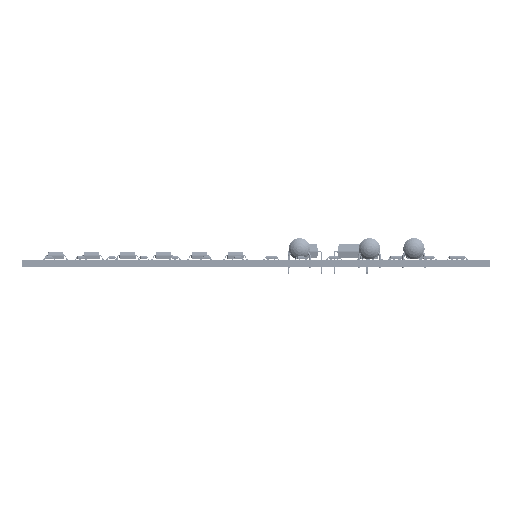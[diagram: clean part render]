
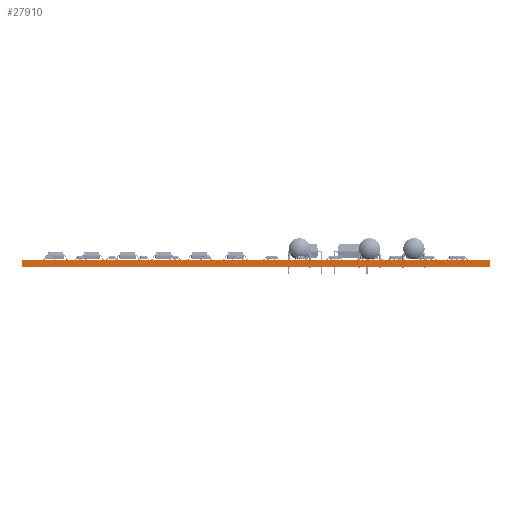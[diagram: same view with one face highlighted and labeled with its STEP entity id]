
A CAD part, front view. The second image highlights one B-rep face of the part: STEP entity #27910.
In plain terms, the highlighted planar face has unit normal (0, -1, 0).
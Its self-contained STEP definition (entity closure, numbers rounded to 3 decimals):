
#27910 = ADVANCED_FACE('',(#27911),#27945,.T.);
#27911 = FACE_BOUND('',#27912,.T.);
#27912 = EDGE_LOOP('',(#27913,#27923,#27931,#27939));
#27913 = ORIENTED_EDGE('',*,*,#27914,.T.);
#27914 = EDGE_CURVE('',#27915,#27917,#27919,.T.);
#27915 = VERTEX_POINT('',#27916);
#27916 = CARTESIAN_POINT('',(170.,-150.5,0.));
#27917 = VERTEX_POINT('',#27918);
#27918 = CARTESIAN_POINT('',(170.,-150.5,1.51));
#27919 = LINE('',#27920,#27921);
#27920 = CARTESIAN_POINT('',(170.,-150.5,0.));
#27921 = VECTOR('',#27922,1.);
#27922 = DIRECTION('',(0.,0.,1.));
#27923 = ORIENTED_EDGE('',*,*,#27924,.T.);
#27924 = EDGE_CURVE('',#27917,#27925,#27927,.T.);
#27925 = VERTEX_POINT('',#27926);
#27926 = CARTESIAN_POINT('',(60.,-150.5,1.51));
#27927 = LINE('',#27928,#27929);
#27928 = CARTESIAN_POINT('',(170.,-150.5,1.51));
#27929 = VECTOR('',#27930,1.);
#27930 = DIRECTION('',(-1.,0.,0.));
#27931 = ORIENTED_EDGE('',*,*,#27932,.F.);
#27932 = EDGE_CURVE('',#27933,#27925,#27935,.T.);
#27933 = VERTEX_POINT('',#27934);
#27934 = CARTESIAN_POINT('',(60.,-150.5,0.));
#27935 = LINE('',#27936,#27937);
#27936 = CARTESIAN_POINT('',(60.,-150.5,0.));
#27937 = VECTOR('',#27938,1.);
#27938 = DIRECTION('',(0.,0.,1.));
#27939 = ORIENTED_EDGE('',*,*,#27940,.F.);
#27940 = EDGE_CURVE('',#27915,#27933,#27941,.T.);
#27941 = LINE('',#27942,#27943);
#27942 = CARTESIAN_POINT('',(170.,-150.5,0.));
#27943 = VECTOR('',#27944,1.);
#27944 = DIRECTION('',(-1.,0.,0.));
#27945 = PLANE('',#27946);
#27946 = AXIS2_PLACEMENT_3D('',#27947,#27948,#27949);
#27947 = CARTESIAN_POINT('',(170.,-150.5,0.));
#27948 = DIRECTION('',(0.,-1.,0.));
#27949 = DIRECTION('',(-1.,0.,0.));
